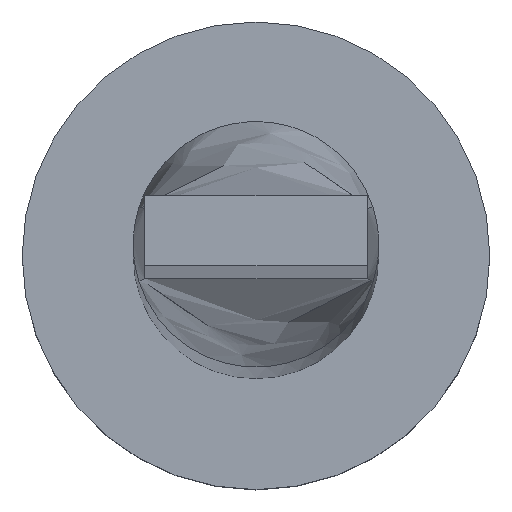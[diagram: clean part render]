
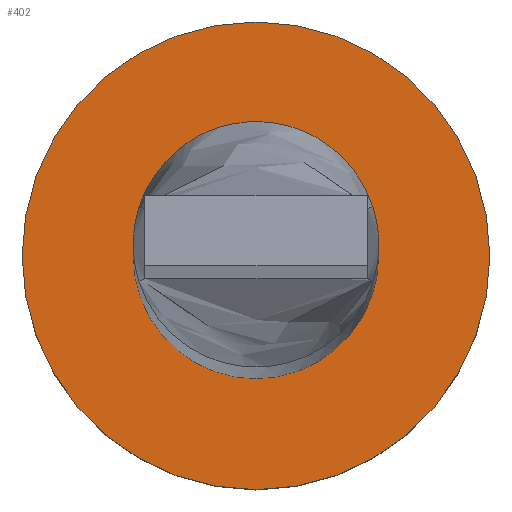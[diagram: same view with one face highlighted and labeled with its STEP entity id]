
A CAD part, top view. The second image highlights one B-rep face of the part: STEP entity #402.
In plain terms, the highlighted planar face has unit normal (0, 0, 1).
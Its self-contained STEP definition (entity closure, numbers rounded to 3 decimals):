
#1 = AXIS2_PLACEMENT_3D ( 'NONE', #377, #75, #567 ) ;
#4 = CARTESIAN_POINT ( 'NONE',  ( 0., 0., 3. ) ) ;
#31 = CARTESIAN_POINT ( 'NONE',  ( 0., 0., 3. ) ) ;
#64 = FACE_OUTER_BOUND ( 'NONE', #481, .T. ) ;
#75 = DIRECTION ( 'NONE',  ( 0., 0., 1. ) ) ;
#118 = CARTESIAN_POINT ( 'NONE',  ( 2.1, 0., 3. ) ) ;
#124 = EDGE_LOOP ( 'NONE', ( #187, #557 ) ) ;
#130 = VERTEX_POINT ( 'NONE', #197 ) ;
#150 = DIRECTION ( 'NONE',  ( 1., 0., 0. ) ) ;
#152 = DIRECTION ( 'NONE',  ( 0., 0., 1. ) ) ;
#187 = ORIENTED_EDGE ( 'NONE', *, *, #516, .F. ) ;
#191 = CIRCLE ( 'NONE', #395, 2.1 ) ;
#192 = CIRCLE ( 'NONE', #279, 2.1 ) ;
#197 = CARTESIAN_POINT ( 'NONE',  ( -2.1, 0., 3. ) ) ;
#205 = DIRECTION ( 'NONE',  ( 1., 0., 0. ) ) ;
#211 = EDGE_CURVE ( 'NONE', #230, #130, #191, .T. ) ;
#229 = ORIENTED_EDGE ( 'NONE', *, *, #411, .T. ) ;
#230 = VERTEX_POINT ( 'NONE', #118 ) ;
#242 = DIRECTION ( 'NONE',  ( 1., 0., 0. ) ) ;
#251 = AXIS2_PLACEMENT_3D ( 'NONE', #335, #520, #242 ) ;
#279 = AXIS2_PLACEMENT_3D ( 'NONE', #31, #371, #205 ) ;
#310 = CIRCLE ( 'NONE', #251, 4. ) ;
#317 = VERTEX_POINT ( 'NONE', #391 ) ;
#318 = CARTESIAN_POINT ( 'NONE',  ( 0., 0., 3. ) ) ;
#320 = CIRCLE ( 'NONE', #351, 4. ) ;
#335 = CARTESIAN_POINT ( 'NONE',  ( 0., 0., 3. ) ) ;
#351 = AXIS2_PLACEMENT_3D ( 'NONE', #318, #152, #367 ) ;
#367 = DIRECTION ( 'NONE',  ( 1., 0., 0. ) ) ;
#371 = DIRECTION ( 'NONE',  ( 0., 0., 1. ) ) ;
#377 = CARTESIAN_POINT ( 'NONE',  ( 0., 0., 3. ) ) ;
#391 = CARTESIAN_POINT ( 'NONE',  ( 4., 0., 3. ) ) ;
#395 = AXIS2_PLACEMENT_3D ( 'NONE', #4, #556, #150 ) ;
#400 = VERTEX_POINT ( 'NONE', #419 ) ;
#402 = ADVANCED_FACE ( 'NONE', ( #517, #64 ), #468, .T. ) ;
#411 = EDGE_CURVE ( 'NONE', #400, #317, #310, .T. ) ;
#419 = CARTESIAN_POINT ( 'NONE',  ( -4., 0., 3. ) ) ;
#441 = EDGE_CURVE ( 'NONE', #317, #400, #320, .T. ) ;
#468 = PLANE ( 'NONE',  #1 ) ;
#481 = EDGE_LOOP ( 'NONE', ( #229, #553 ) ) ;
#516 = EDGE_CURVE ( 'NONE', #130, #230, #192, .T. ) ;
#517 = FACE_BOUND ( 'NONE', #124, .T. ) ;
#520 = DIRECTION ( 'NONE',  ( 0., 0., 1. ) ) ;
#553 = ORIENTED_EDGE ( 'NONE', *, *, #441, .T. ) ;
#556 = DIRECTION ( 'NONE',  ( 0., 0., 1. ) ) ;
#557 = ORIENTED_EDGE ( 'NONE', *, *, #211, .F. ) ;
#567 = DIRECTION ( 'NONE',  ( 1., 0., 0. ) ) ;
